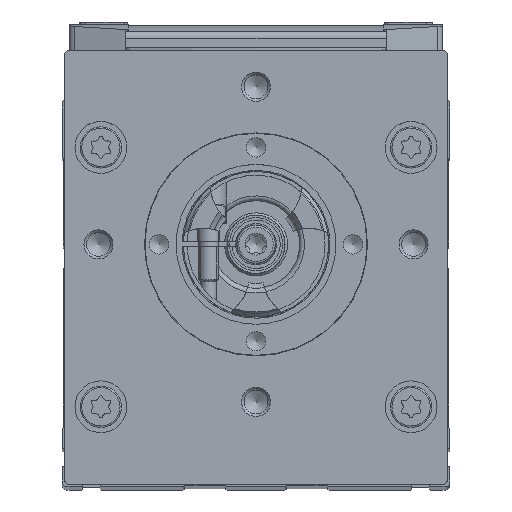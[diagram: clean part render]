
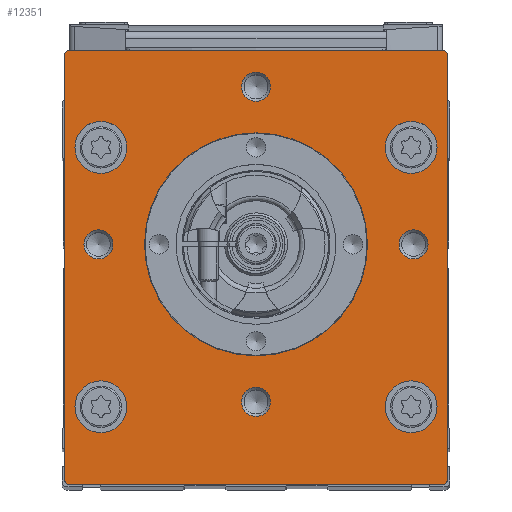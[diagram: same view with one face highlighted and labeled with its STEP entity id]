
A CAD part, top view. The second image highlights one B-rep face of the part: STEP entity #12351.
In plain terms, the highlighted planar face has unit normal (0, 0, 1).
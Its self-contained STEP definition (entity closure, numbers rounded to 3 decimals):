
#388=LINE('',#20513,#1434);
#393=LINE('',#20523,#1439);
#401=LINE('',#20539,#1447);
#405=LINE('',#20553,#1451);
#1434=VECTOR('',#16488,1000.);
#1439=VECTOR('',#16499,1000.);
#1447=VECTOR('',#16513,1000.);
#1451=VECTOR('',#16527,1000.);
#3005=ORIENTED_EDGE('',*,*,#6578,.T.);
#3006=ORIENTED_EDGE('',*,*,#6579,.T.);
#3007=ORIENTED_EDGE('',*,*,#6580,.T.);
#3008=ORIENTED_EDGE('',*,*,#6581,.T.);
#3009=ORIENTED_EDGE('',*,*,#6582,.T.);
#3010=ORIENTED_EDGE('',*,*,#6583,.T.);
#3011=ORIENTED_EDGE('',*,*,#6584,.T.);
#3012=ORIENTED_EDGE('',*,*,#6585,.T.);
#3013=ORIENTED_EDGE('',*,*,#6586,.T.);
#3014=ORIENTED_EDGE('',*,*,#6550,.T.);
#3015=ORIENTED_EDGE('',*,*,#6552,.T.);
#3016=ORIENTED_EDGE('',*,*,#6556,.T.);
#3017=ORIENTED_EDGE('',*,*,#6558,.T.);
#3018=ORIENTED_EDGE('',*,*,#6565,.T.);
#3019=ORIENTED_EDGE('',*,*,#6568,.T.);
#3020=ORIENTED_EDGE('',*,*,#6572,.T.);
#3021=ORIENTED_EDGE('',*,*,#6577,.T.);
#6550=EDGE_CURVE('',#8327,#8328,#388,.T.);
#6552=EDGE_CURVE('',#8328,#8329,#9457,.T.);
#6556=EDGE_CURVE('',#8329,#8330,#393,.T.);
#6558=EDGE_CURVE('',#8330,#8331,#9458,.T.);
#6565=EDGE_CURVE('',#8331,#8335,#401,.T.);
#6568=EDGE_CURVE('',#8335,#8337,#9460,.T.);
#6572=EDGE_CURVE('',#8337,#8340,#405,.T.);
#6577=EDGE_CURVE('',#8340,#8327,#9464,.T.);
#6578=EDGE_CURVE('',#8344,#8344,#9465,.T.);
#6579=EDGE_CURVE('',#8345,#8345,#9466,.T.);
#6580=EDGE_CURVE('',#8346,#8346,#9467,.T.);
#6581=EDGE_CURVE('',#8347,#8347,#9468,.T.);
#6582=EDGE_CURVE('',#8348,#8348,#9469,.T.);
#6583=EDGE_CURVE('',#8349,#8349,#9470,.T.);
#6584=EDGE_CURVE('',#8350,#8350,#9471,.T.);
#6585=EDGE_CURVE('',#8351,#8351,#9472,.T.);
#6586=EDGE_CURVE('',#8352,#8352,#9473,.T.);
#8327=VERTEX_POINT('',#20507);
#8328=VERTEX_POINT('',#20512);
#8329=VERTEX_POINT('',#20516);
#8330=VERTEX_POINT('',#20522);
#8331=VERTEX_POINT('',#20526);
#8335=VERTEX_POINT('',#20538);
#8337=VERTEX_POINT('',#20544);
#8340=VERTEX_POINT('',#20552);
#8344=VERTEX_POINT('',#20565);
#8345=VERTEX_POINT('',#20567);
#8346=VERTEX_POINT('',#20569);
#8347=VERTEX_POINT('',#20571);
#8348=VERTEX_POINT('',#20573);
#8349=VERTEX_POINT('',#20575);
#8350=VERTEX_POINT('',#20577);
#8351=VERTEX_POINT('',#20579);
#8352=VERTEX_POINT('',#20581);
#9457=CIRCLE('',#14700,1.);
#9458=CIRCLE('',#14703,1.);
#9460=CIRCLE('',#14707,1.);
#9464=CIRCLE('',#14713,1.);
#9465=CIRCLE('',#14715,23.);
#9466=CIRCLE('',#14716,3.);
#9467=CIRCLE('',#14717,3.);
#9468=CIRCLE('',#14718,3.);
#9469=CIRCLE('',#14719,3.);
#9470=CIRCLE('',#14720,5.35);
#9471=CIRCLE('',#14721,5.35);
#9472=CIRCLE('',#14722,5.35);
#9473=CIRCLE('',#14723,5.35);
#10059=EDGE_LOOP('',(#3005));
#10060=EDGE_LOOP('',(#3006));
#10061=EDGE_LOOP('',(#3007));
#10062=EDGE_LOOP('',(#3008));
#10063=EDGE_LOOP('',(#3009));
#10064=EDGE_LOOP('',(#3010));
#10065=EDGE_LOOP('',(#3011));
#10066=EDGE_LOOP('',(#3012));
#10067=EDGE_LOOP('',(#3013));
#10068=EDGE_LOOP('',(#3014,#3015,#3016,#3017,#3018,#3019,#3020,#3021));
#11020=FACE_BOUND('',#10059,.T.);
#11021=FACE_BOUND('',#10060,.T.);
#11022=FACE_BOUND('',#10061,.T.);
#11023=FACE_BOUND('',#10062,.T.);
#11024=FACE_BOUND('',#10063,.T.);
#11025=FACE_BOUND('',#10064,.T.);
#11026=FACE_BOUND('',#10065,.T.);
#11027=FACE_BOUND('',#10066,.T.);
#11028=FACE_BOUND('',#10067,.T.);
#11029=FACE_BOUND('',#10068,.T.);
#11975=PLANE('',#14714);
#12351=ADVANCED_FACE('',(#11020,#11021,#11022,#11023,#11024,#11025,#11026,
#11027,#11028,#11029),#11975,.T.);
#14700=AXIS2_PLACEMENT_3D('',#20517,#16492,#16493);
#14703=AXIS2_PLACEMENT_3D('',#20527,#16503,#16504);
#14707=AXIS2_PLACEMENT_3D('',#20545,#16519,#16520);
#14713=AXIS2_PLACEMENT_3D('',#20562,#16536,#16537);
#14714=AXIS2_PLACEMENT_3D('',#20563,#16538,#16539);
#14715=AXIS2_PLACEMENT_3D('',#20564,#16540,#16541);
#14716=AXIS2_PLACEMENT_3D('',#20566,#16542,#16543);
#14717=AXIS2_PLACEMENT_3D('',#20568,#16544,#16545);
#14718=AXIS2_PLACEMENT_3D('',#20570,#16546,#16547);
#14719=AXIS2_PLACEMENT_3D('',#20572,#16548,#16549);
#14720=AXIS2_PLACEMENT_3D('',#20574,#16550,#16551);
#14721=AXIS2_PLACEMENT_3D('',#20576,#16552,#16553);
#14722=AXIS2_PLACEMENT_3D('',#20578,#16554,#16555);
#14723=AXIS2_PLACEMENT_3D('',#20580,#16556,#16557);
#16488=DIRECTION('',(0.,-1.,0.));
#16492=DIRECTION('',(0.,0.,1.));
#16493=DIRECTION('',(1.,0.,0.));
#16499=DIRECTION('',(1.,0.,0.));
#16503=DIRECTION('',(0.,0.,1.));
#16504=DIRECTION('',(1.,0.,0.));
#16513=DIRECTION('',(0.,1.,0.));
#16519=DIRECTION('',(0.,0.,1.));
#16520=DIRECTION('',(1.,0.,0.));
#16527=DIRECTION('',(-1.,0.,0.));
#16536=DIRECTION('',(0.,0.,1.));
#16537=DIRECTION('',(1.,0.,0.));
#16538=DIRECTION('',(0.,0.,1.));
#16539=DIRECTION('',(1.,0.,0.));
#16540=DIRECTION('',(0.,0.,-1.));
#16541=DIRECTION('',(-1.,0.,0.));
#16542=DIRECTION('',(0.,0.,-1.));
#16543=DIRECTION('',(-1.,0.,0.));
#16544=DIRECTION('',(0.,0.,-1.));
#16545=DIRECTION('',(-1.,0.,0.));
#16546=DIRECTION('',(0.,0.,-1.));
#16547=DIRECTION('',(-1.,0.,0.));
#16548=DIRECTION('',(0.,0.,-1.));
#16549=DIRECTION('',(-1.,0.,0.));
#16550=DIRECTION('',(0.,0.,-1.));
#16551=DIRECTION('',(-1.,0.,0.));
#16552=DIRECTION('',(0.,0.,-1.));
#16553=DIRECTION('',(-1.,0.,0.));
#16554=DIRECTION('',(0.,0.,-1.));
#16555=DIRECTION('',(-1.,0.,0.));
#16556=DIRECTION('',(0.,0.,-1.));
#16557=DIRECTION('',(-1.,0.,0.));
#20507=CARTESIAN_POINT('',(-39.5,89.,21.));
#20512=CARTESIAN_POINT('',(-39.5,1.5,21.));
#20513=CARTESIAN_POINT('',(-39.5,89.,21.));
#20516=CARTESIAN_POINT('',(-38.5,0.5,21.));
#20517=CARTESIAN_POINT('',(-38.5,1.5,21.));
#20522=CARTESIAN_POINT('',(38.5,0.5,21.));
#20523=CARTESIAN_POINT('',(-38.5,0.5,21.));
#20526=CARTESIAN_POINT('',(39.5,1.5,21.));
#20527=CARTESIAN_POINT('',(38.5,1.5,21.));
#20538=CARTESIAN_POINT('',(39.5,89.,21.));
#20539=CARTESIAN_POINT('',(39.5,1.5,21.));
#20544=CARTESIAN_POINT('',(38.5,90.,21.));
#20545=CARTESIAN_POINT('',(38.5,89.,21.));
#20552=CARTESIAN_POINT('',(-38.5,90.,21.));
#20553=CARTESIAN_POINT('',(38.5,90.,21.));
#20562=CARTESIAN_POINT('',(-38.5,89.,21.));
#20563=CARTESIAN_POINT('',(-38.5,1.5,21.));
#20564=CARTESIAN_POINT('',(0.,50.,21.));
#20565=CARTESIAN_POINT('',(-23.,50.,21.));
#20566=CARTESIAN_POINT('',(32.5,50.,21.));
#20567=CARTESIAN_POINT('',(29.5,50.,21.));
#20568=CARTESIAN_POINT('',(0.,82.5,21.));
#20569=CARTESIAN_POINT('',(-3.,82.5,21.));
#20570=CARTESIAN_POINT('',(-32.5,50.,21.));
#20571=CARTESIAN_POINT('',(-35.5,50.,21.));
#20572=CARTESIAN_POINT('',(0.,17.5,21.));
#20573=CARTESIAN_POINT('',(-3.,17.5,21.));
#20574=CARTESIAN_POINT('',(32.,16.5,21.));
#20575=CARTESIAN_POINT('',(26.65,16.5,21.));
#20576=CARTESIAN_POINT('',(-32.,16.5,21.));
#20577=CARTESIAN_POINT('',(-37.35,16.5,21.));
#20578=CARTESIAN_POINT('',(-32.,70.,21.));
#20579=CARTESIAN_POINT('',(-37.35,70.,21.));
#20580=CARTESIAN_POINT('',(32.,70.,21.));
#20581=CARTESIAN_POINT('',(26.65,70.,21.));
